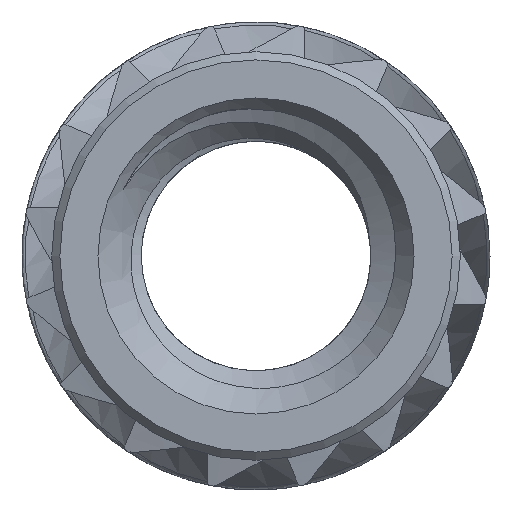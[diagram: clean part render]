
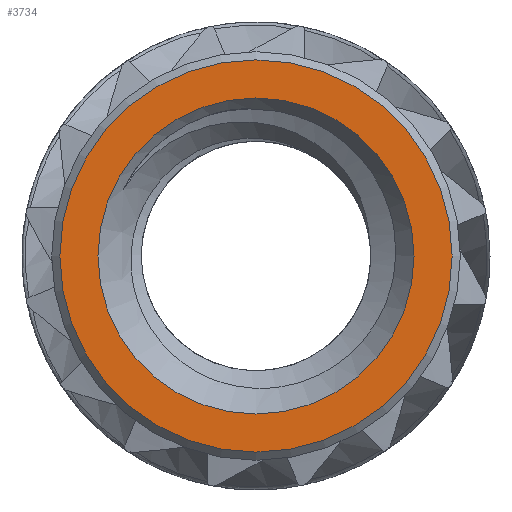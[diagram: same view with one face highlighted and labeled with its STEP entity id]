
A CAD part, front view. The second image highlights one B-rep face of the part: STEP entity #3734.
In plain terms, the highlighted planar face has unit normal (0, -1, 0).
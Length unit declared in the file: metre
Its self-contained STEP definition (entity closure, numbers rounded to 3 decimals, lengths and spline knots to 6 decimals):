
#121=PLANE('',#3960);
#163=CIRCLE('',#3961,0.00264);
#164=CIRCLE('',#3962,0.002127);
#653=ORIENTED_EDGE('',*,*,#1937,.T.);
#654=ORIENTED_EDGE('',*,*,#1938,.F.);
#1937=EDGE_CURVE('',#2578,#2578,#163,.T.);
#1938=EDGE_CURVE('',#2579,#2579,#164,.T.);
#2578=VERTEX_POINT('',#5850);
#2579=VERTEX_POINT('',#5852);
#3150=EDGE_LOOP('',(#653));
#3151=EDGE_LOOP('',(#654));
#3378=FACE_BOUND('',#3150,.T.);
#3379=FACE_BOUND('',#3151,.T.);
#3734=ADVANCED_FACE('',(#3378,#3379),#121,.T.);
#3960=AXIS2_PLACEMENT_3D('',#5848,#4184,#4185);
#3961=AXIS2_PLACEMENT_3D('',#5849,#4186,#4187);
#3962=AXIS2_PLACEMENT_3D('',#5851,#4188,#4189);
#4184=DIRECTION('',(0.,-1.,0.));
#4185=DIRECTION('',(0.,0.,-1.));
#4186=DIRECTION('',(0.,-1.,0.));
#4187=DIRECTION('',(0.,0.,-1.));
#4188=DIRECTION('',(0.,-1.,0.));
#4189=DIRECTION('',(0.,0.,-1.));
#5848=CARTESIAN_POINT('',(0.00275,-0.0032,0.));
#5849=CARTESIAN_POINT('',(0.,-0.0032,0.));
#5850=CARTESIAN_POINT('',(0.,-0.0032,-0.00264));
#5851=CARTESIAN_POINT('',(0.,-0.0032,0.));
#5852=CARTESIAN_POINT('',(0.,-0.0032,-0.002127));
